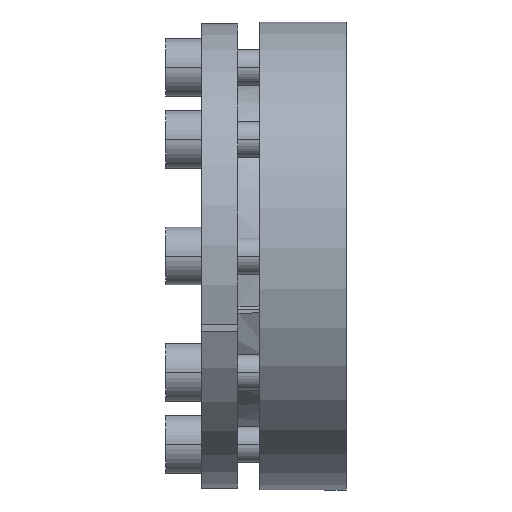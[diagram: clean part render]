
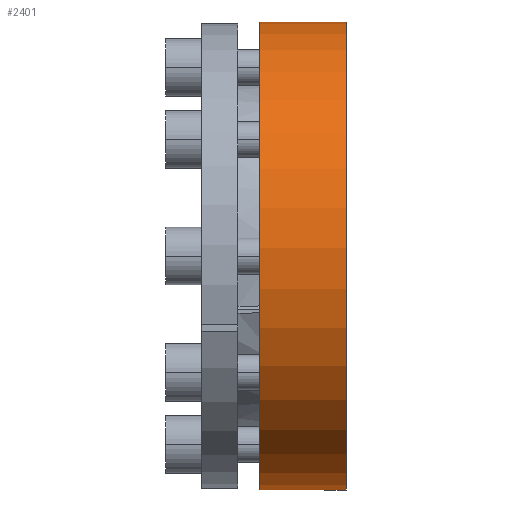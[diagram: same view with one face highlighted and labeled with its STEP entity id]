
A CAD part, front view. The second image highlights one B-rep face of the part: STEP entity #2401.
In plain terms, the highlighted cylindrical face has radius 65 mm (diameter 130 mm), a partial arc.
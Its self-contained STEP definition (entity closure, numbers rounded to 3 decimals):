
#1838=CARTESIAN_POINT('',(0.,0.,0.));
#1839=DIRECTION('',(-1.,0.,0.));
#1840=DIRECTION('',(0.,-0.956,-0.294));
#1841=AXIS2_PLACEMENT_3D('',#1838,#1839,#1840);
#1843=CARTESIAN_POINT('',(24.,0.,0.));
#1844=DIRECTION('',(1.,0.,0.));
#1845=DIRECTION('',(0.,-0.946,-0.324));
#1846=AXIS2_PLACEMENT_3D('',#1843,#1844,#1845);
#1848=DIRECTION('',(1.,0.,0.));
#1849=VECTOR('',#1848,24.);
#1850=CARTESIAN_POINT('',(0.,-61.502,-21.035));
#1851=LINE('',#1850,#1849);
#1876=DIRECTION('',(1.,0.,0.));
#1877=VECTOR('',#1876,24.);
#1878=CARTESIAN_POINT('',(0.,-62.12,-19.133));
#1879=LINE('',#1878,#1877);
#1912=CARTESIAN_POINT('',(0.,-62.12,-19.133));
#1913=CARTESIAN_POINT('',(0.,-61.502,-21.035));
#1914=VERTEX_POINT('',#1912);
#1915=VERTEX_POINT('',#1913);
#1924=CARTESIAN_POINT('',(24.,-61.502,-21.035));
#1925=VERTEX_POINT('',#1924);
#1926=CARTESIAN_POINT('',(24.,-62.12,-19.133));
#1927=VERTEX_POINT('',#1926);
#2388=CARTESIAN_POINT('',(-1.2,0.,0.));
#2389=DIRECTION('',(1.,0.,0.));
#2390=DIRECTION('',(0.,1.,0.));
#2391=AXIS2_PLACEMENT_3D('',#2388,#2389,#2390);
#2392=CYLINDRICAL_SURFACE('',#2391,65.);
#2393=ORIENTED_EDGE('',*,*,#2072,.T.);
#2395=ORIENTED_EDGE('',*,*,#2394,.T.);
#2396=ORIENTED_EDGE('',*,*,#1985,.T.);
#2398=ORIENTED_EDGE('',*,*,#2397,.F.);
#2399=EDGE_LOOP('',(#2393,#2395,#2396,#2398));
#2400=FACE_OUTER_BOUND('',#2399,.F.);
#2401=ADVANCED_FACE('',(#2400),#2392,.T.);
#1842=CIRCLE('',#1841,65.);
#1847=CIRCLE('',#1846,65.);
#1985=EDGE_CURVE('',#1925,#1927,#1847,.T.);
#2072=EDGE_CURVE('',#1914,#1915,#1842,.T.);
#2394=EDGE_CURVE('',#1915,#1925,#1851,.T.);
#2397=EDGE_CURVE('',#1914,#1927,#1879,.T.);
